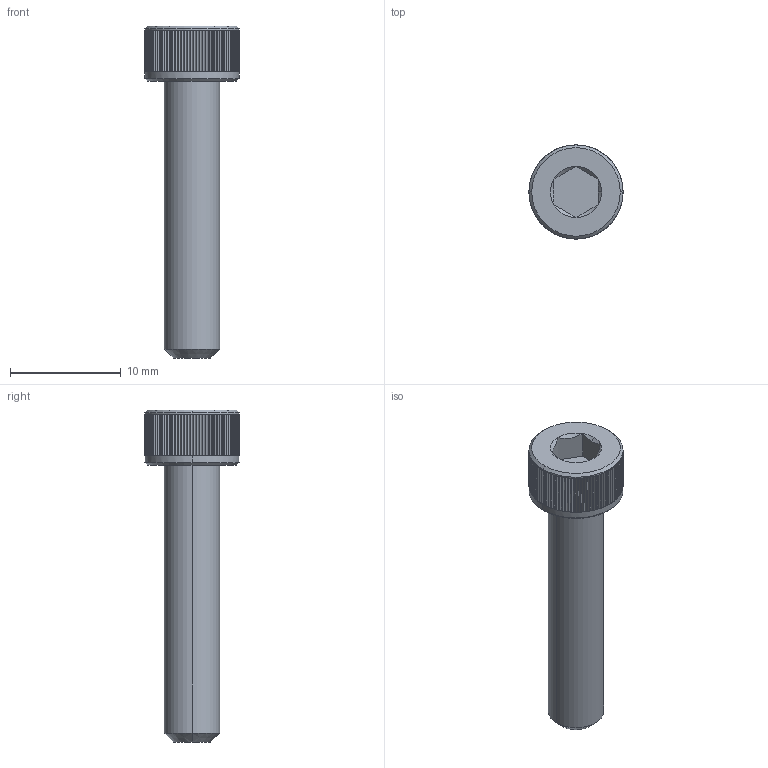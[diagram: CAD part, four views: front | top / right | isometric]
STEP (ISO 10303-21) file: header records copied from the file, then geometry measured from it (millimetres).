
FILE_DESCRIPTION (( 'STEP AP203' ), '1' );
FILE_NAME ('91290A252_NO THREADS_Alloy Steel Socket Head Screw.STEP', '2022-05-03T15:01:07', ( 'Administrator' ), ( 'Managed by Terraform' ), 'SwSTEP 2.0', 'SolidWorks 2017', '' );
FILE_SCHEMA (( 'CONFIG_CONTROL_DESIGN' ));
Length unit declared in the file: millimetre
Products named in the file (1): 91290A252_NO THREADS_Alloy Steel Socket Head Screw
Bounding box: 8.5 x 8.5 x 30 mm (x, y, z)
Volume: 728.8 mm3; surface area: 694.4 mm2
Topology: 1 solids, 1 shells, 411 faces, 921 edges, 608 vertices
Faces by surface type: plane 394, cone 13, cylinder 4
Entity records: 11494 total; most frequent: CARTESIAN_POINT 2004, DIRECTION 1955, ORIENTED_EDGE 1842, EDGE_CURVE 921, VECTOR 697, LINE 697, AXIS2_PLACEMENT_3D 629, VERTEX_POINT 608
